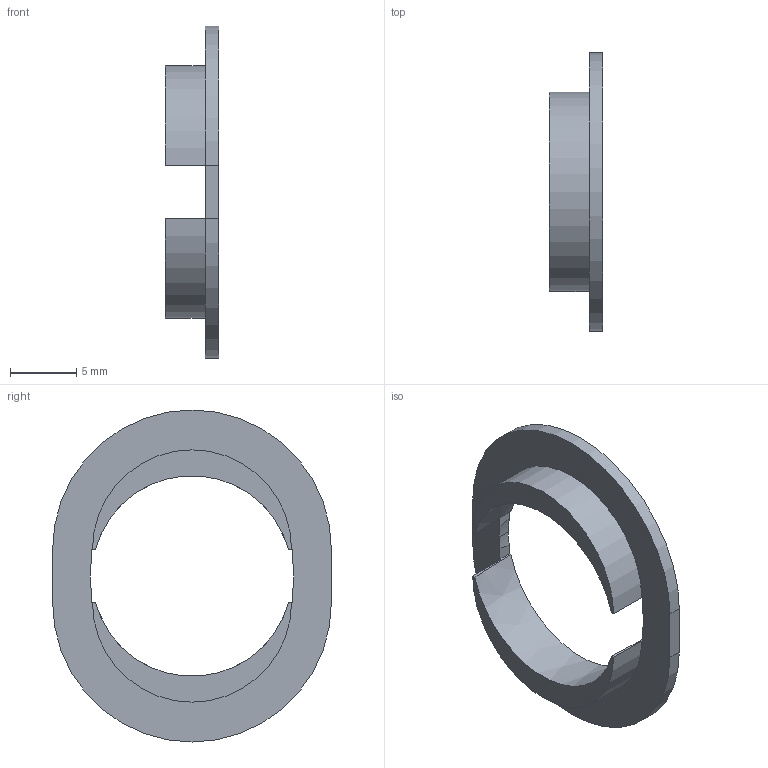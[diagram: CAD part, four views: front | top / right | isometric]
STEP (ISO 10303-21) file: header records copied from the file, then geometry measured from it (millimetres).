
FILE_DESCRIPTION(('FreeCAD Model'),'2;1');
FILE_NAME('Open CASCADE Shape Model','2023-11-05T15:59:55',(''),(''), 'Open CASCADE STEP processor 7.6','FreeCAD','Unknown');
FILE_SCHEMA(('AUTOMOTIVE_DESIGN { 1 0 10303 214 1 1 1 1 }'));
Length unit declared in the file: millimetre
Products named in the file (1): Ride_height_adjuster
Bounding box: 4 x 21 x 25 mm (x, y, z)
Volume: 410 mm3; surface area: 879.3 mm2
Topology: 1 solids, 1 shells, 23 faces, 63 edges, 42 vertices
Faces by surface type: plane 14, cone 5, cylinder 4
Entity records: 1618 total; most frequent: CARTESIAN_POINT 316, DIRECTION 249, ORIENTED_EDGE 126, LINE 126, VECTOR 126, PCURVE 126, DEFINITIONAL_REPRESENTATION 126, EDGE_CURVE 63
